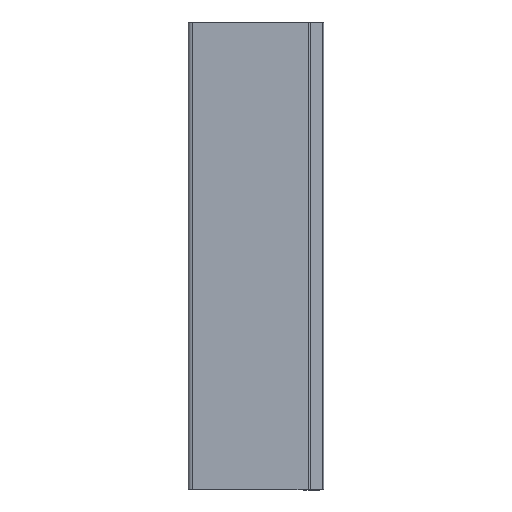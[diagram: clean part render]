
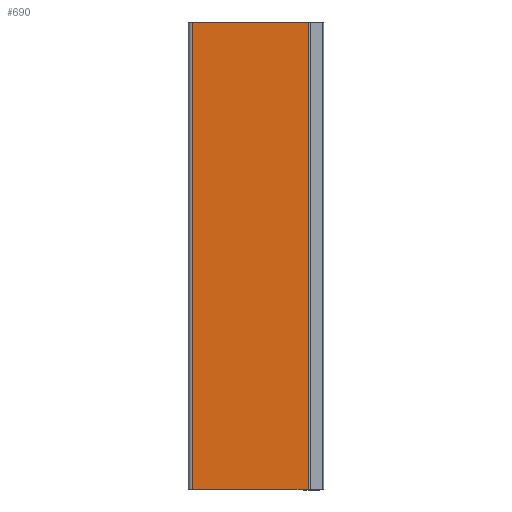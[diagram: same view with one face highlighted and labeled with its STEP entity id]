
A CAD part, top view. The second image highlights one B-rep face of the part: STEP entity #690.
In plain terms, the highlighted planar face has unit normal (0, 0, 1).
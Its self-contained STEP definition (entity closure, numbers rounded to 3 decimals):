
#34=PLANE('',#759);
#56=FACE_OUTER_BOUND('',#93,.T.);
#93=EDGE_LOOP('',(#522,#523,#524,#525,#526,#527));
#136=LINE('',#1071,#201);
#138=LINE('',#1075,#203);
#140=LINE('',#1079,#205);
#151=LINE('',#1113,#216);
#152=LINE('',#1116,#217);
#153=LINE('',#1117,#218);
#201=VECTOR('',#860,10.);
#203=VECTOR('',#862,1000.);
#205=VECTOR('',#864,10.);
#216=VECTOR('',#889,10.);
#217=VECTOR('',#892,10.);
#218=VECTOR('',#893,10.);
#310=VERTEX_POINT('',#1068);
#311=VERTEX_POINT('',#1070);
#313=VERTEX_POINT('',#1074);
#315=VERTEX_POINT('',#1078);
#330=VERTEX_POINT('',#1109);
#332=VERTEX_POINT('',#1115);
#386=EDGE_CURVE('',#310,#311,#136,.T.);
#388=EDGE_CURVE('',#311,#313,#138,.T.);
#390=EDGE_CURVE('',#313,#315,#140,.T.);
#407=EDGE_CURVE('',#315,#330,#151,.T.);
#408=EDGE_CURVE('',#332,#310,#152,.T.);
#409=EDGE_CURVE('',#330,#332,#153,.T.);
#522=ORIENTED_EDGE('',*,*,#407,.F.);
#523=ORIENTED_EDGE('',*,*,#390,.F.);
#524=ORIENTED_EDGE('',*,*,#388,.F.);
#525=ORIENTED_EDGE('',*,*,#386,.F.);
#526=ORIENTED_EDGE('',*,*,#408,.F.);
#527=ORIENTED_EDGE('',*,*,#409,.F.);
#690=ADVANCED_FACE('',(#56),#34,.F.);
#759=AXIS2_PLACEMENT_3D('',#1114,#890,#891);
#860=DIRECTION('',(-1.,0.,0.));
#862=DIRECTION('',(-1.,0.,0.));
#864=DIRECTION('',(-1.,0.,0.));
#889=DIRECTION('',(0.,1.,0.));
#890=DIRECTION('center_axis',(0.,0.,-1.));
#891=DIRECTION('ref_axis',(-1.,0.,0.));
#892=DIRECTION('',(0.,-1.,0.));
#893=DIRECTION('',(1.,0.,0.));
#1068=CARTESIAN_POINT('',(0.337,-235.,53.97));
#1070=CARTESIAN_POINT('',(-7.663,-235.,53.97));
#1071=CARTESIAN_POINT('',(-4.424,-235.,53.97));
#1074=CARTESIAN_POINT('',(-55.4,-235.,53.97));
#1075=CARTESIAN_POINT('',(-7.249,-235.,53.97));
#1078=CARTESIAN_POINT('',(-58.1,-235.,53.97));
#1079=CARTESIAN_POINT('',(-31.324,-235.,53.97));
#1109=CARTESIAN_POINT('',(-58.1,0.,53.97));
#1113=CARTESIAN_POINT('',(-58.1,-235.,53.97));
#1114=CARTESIAN_POINT('Origin',(-7.249,-235.,53.97));
#1115=CARTESIAN_POINT('',(0.337,0.,53.97));
#1116=CARTESIAN_POINT('',(0.337,-117.5,53.97));
#1117=CARTESIAN_POINT('',(-17.293,0.,53.97));
